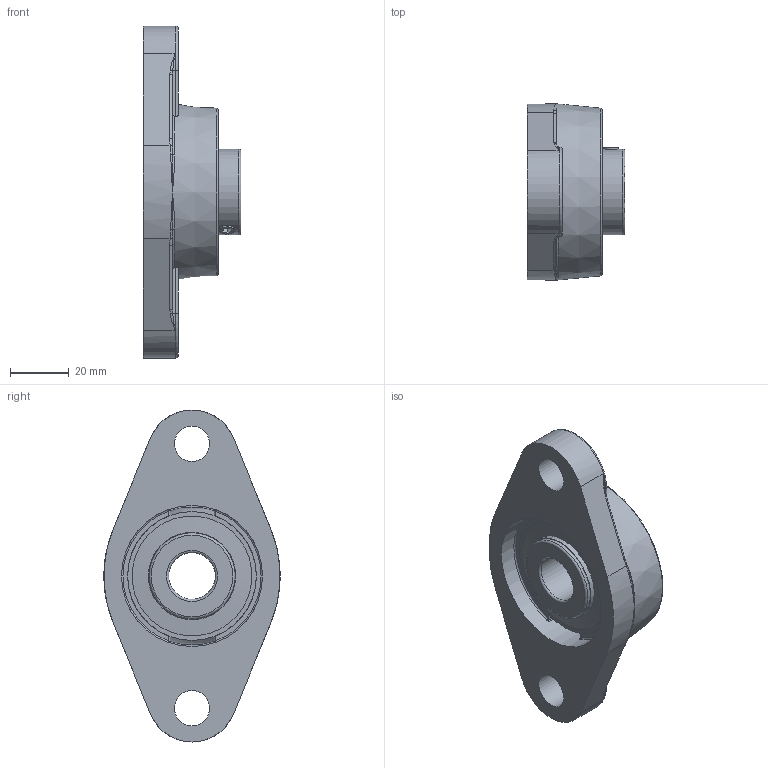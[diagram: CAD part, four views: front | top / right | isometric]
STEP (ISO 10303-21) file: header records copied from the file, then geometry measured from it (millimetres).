
FILE_DESCRIPTION(/* description */ ('Alibre Inc.'),/* implementation_level */ '2;1');
FILE_NAME(/* name */ 'export-76523100-F451-49E0-BFA1-CE4B91BC269D',/* time_stamp */ '2020-05-29T09:23:04-07:00',/* author */ (''),/* organization */ (''),/* preprocessor_version */ 'ST-DEVELOPER v17',/* originating_system */ 'Alibre',/* authorisation */ '');
FILE_SCHEMA (('CONFIG_CONTROL_DESIGN'));
Length unit declared in the file: inch
Bounding box: 33.3 x 60 x 113 mm (x, y, z)
Volume: 67287.2 mm3; surface area: 31850.4 mm2
Topology: 15 solids, 15 shells, 159 faces, 388 edges, 239 vertices
Faces by surface type: plane 51, cylinder 47, bspline 24, torus 19, sphere 10, cone 8
Full cylindrical faces by diameter (mm): 4.917 x4, 12 x2, 15.875 x1, 29.21 x4, 29.718 x2, 40 x2, 40.792 x2, 48 x1, 54.25 x1
Entity records: 7016 total; most frequent: CARTESIAN_POINT 3429, ORIENTED_EDGE 558, DIRECTION 523, EDGE_CURVE 279, AXIS2_PLACEMENT_3D 246, VERTEX_POINT 195, FACE_BOUND 188, EDGE_LOOP 180
